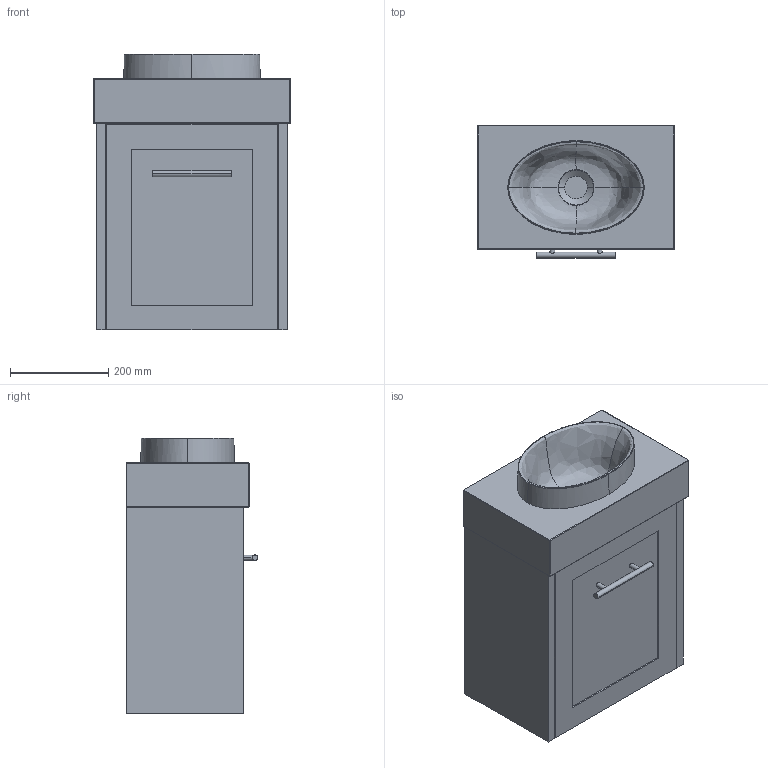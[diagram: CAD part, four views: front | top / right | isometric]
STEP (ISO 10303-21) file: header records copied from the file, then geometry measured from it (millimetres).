
FILE_DESCRIPTION(/* description */ (''),/* implementation_level */ '2;1');
FILE_NAME(/* name */ 'Kado Lux Mini (Wall Hung) 400C (90MM)',/* time_stamp */ '2025-07-09T15:02:45+10:00',/* author */ (''),/* organization */ (''),/* preprocessor_version */ 'ST-DEVELOPER v16.5',/* originating_system */ '',/* authorisation */ '');
FILE_SCHEMA (('AUTOMOTIVE_DESIGN'));
Length unit declared in the file: millimetre
Products named in the file (10): Document; Kado Lux Mini (Wall Hung) 400C (90MM); Kado Lux Mini Benchtop ALL (90MM)24; Kado Lux Mini Benchtop 400C (90MM)22; Kado Lux Mini Benchtop 400C (90MM)21; Joy23456789; Kado Lux Mini Wall Hung ALL25; Kado Lux Mini WH 400 Carcass23; Kado Lux Mini WH 400 Carcass11; Cross Bar Handle 9619
Assembly tree (9 placements, depth 5):
  Document
    Kado Lux Mini (Wall Hung) 400C (90MM)
      Kado Lux Mini Benchtop ALL (90MM)24
        Kado Lux Mini Benchtop 400C (90MM)22
          Kado Lux Mini Benchtop 400C (90MM)21
          Joy23456789
      Kado Lux Mini Wall Hung ALL25
        Kado Lux Mini WH 400 Carcass23
          Kado Lux Mini WH 400 Carcass11
          Cross Bar Handle 9619
Bounding box: 400 x 268 x 559.98 mm (x, y, z)
Volume: 13609106.1 mm3; surface area: 1834082.5 mm2
Topology: 9 solids, 9 shells, 142 faces, 308 edges, 182 vertices
Faces by surface type: bspline 62, plane 62, cylinder 18
Entity records: 32723 total; most frequent: CARTESIAN_POINT 30332, ORIENTED_EDGE 608, EDGE_CURVE 304, B_SPLINE_CURVE_WITH_KNOTS 250, VERTEX_POINT 182, EDGE_LOOP 148, ADVANCED_FACE 142, FACE_OUTER_BOUND 142
